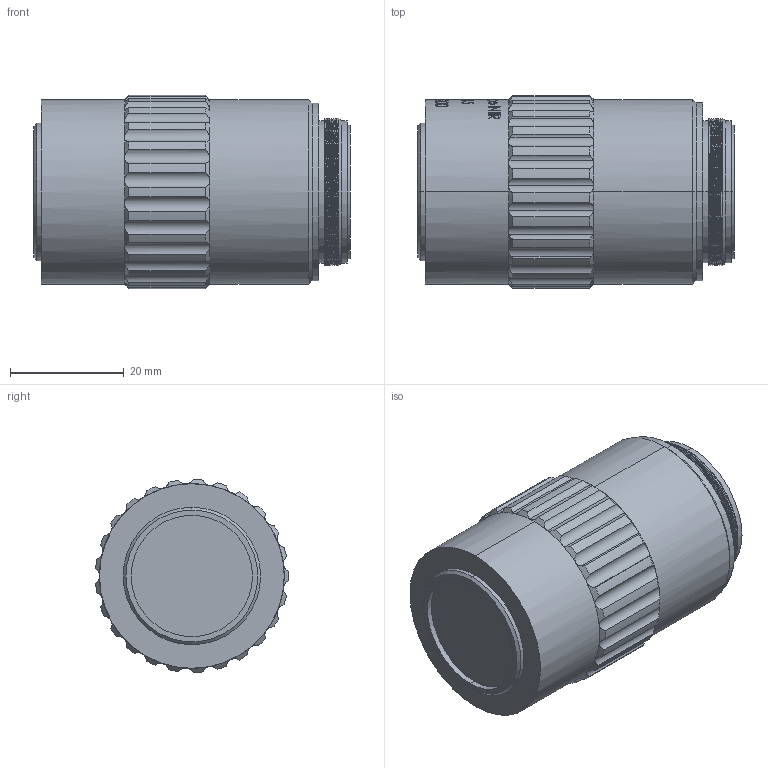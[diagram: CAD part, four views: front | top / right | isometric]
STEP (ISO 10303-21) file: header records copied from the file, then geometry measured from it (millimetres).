
FILE_DESCRIPTION (( 'STEP AP203' ), '1' );
FILE_NAME ('95MMÎï¾µÍâÐÍ³ß´ç5X.STEP', '2022-03-22T03:56:52', ( '' ), ( '' ), 'SwSTEP 2.0', 'SolidWorks 2020', '' );
FILE_SCHEMA (( 'CONFIG_CONTROL_DESIGN' ));
Length unit declared in the file: millimetre
Products named in the file (1): 95MM昜噩俋倰喜渡5X
Bounding box: 55.65 x 33.95 x 34 mm (x, y, z)
Volume: 44090.5 mm3; surface area: 7636.4 mm2
Topology: 1 solids, 1 shells, 468 faces, 1201 edges, 779 vertices
Faces by surface type: bspline 169, cylinder 129, plane 112, cone 58
Entity records: 31007 total; most frequent: CARTESIAN_POINT 21234, ORIENTED_EDGE 2402, DIRECTION 1375, EDGE_CURVE 1201, VERTEX_POINT 779, B_SPLINE_CURVE_WITH_KNOTS 656, AXIS2_PLACEMENT_3D 564, EDGE_LOOP 512
